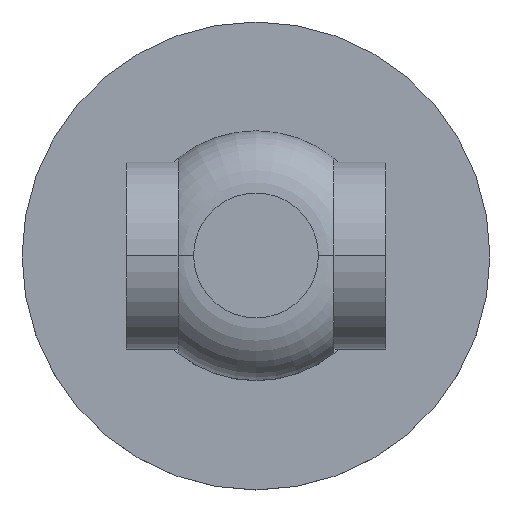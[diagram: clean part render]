
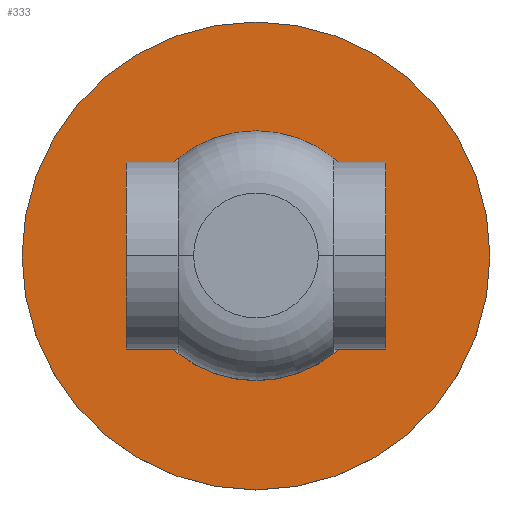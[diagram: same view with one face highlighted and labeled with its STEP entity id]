
A CAD part, top view. The second image highlights one B-rep face of the part: STEP entity #333.
In plain terms, the highlighted planar face has unit normal (0, 0, 1).
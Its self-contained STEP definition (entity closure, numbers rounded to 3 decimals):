
#16 = DIRECTION ( 'NONE',  ( 0., 0., 1. ) ) ;
#18 = VERTEX_POINT ( 'NONE', #725 ) ;
#30 = DIRECTION ( 'NONE',  ( 0., 0., 1. ) ) ;
#33 = AXIS2_PLACEMENT_3D ( 'NONE', #195, #16, #723 ) ;
#77 = VERTEX_POINT ( 'NONE', #237 ) ;
#82 = CIRCLE ( 'NONE', #591, 12. ) ;
#128 = AXIS2_PLACEMENT_3D ( 'NONE', #238, #30, #171 ) ;
#134 = DIRECTION ( 'NONE',  ( 1., 0., 0. ) ) ;
#142 = CARTESIAN_POINT ( 'NONE',  ( 0., 0., 0. ) ) ;
#143 = EDGE_LOOP ( 'NONE', ( #508, #656 ) ) ;
#155 = AXIS2_PLACEMENT_3D ( 'NONE', #787, #588, #134 ) ;
#168 = AXIS2_PLACEMENT_3D ( 'NONE', #142, #327, #214 ) ;
#171 = DIRECTION ( 'NONE',  ( 1., 0., 0. ) ) ;
#192 = PLANE ( 'NONE',  #155 ) ;
#194 = EDGE_LOOP ( 'NONE', ( #587, #462 ) ) ;
#195 = CARTESIAN_POINT ( 'NONE',  ( 0., 0., 0. ) ) ;
#214 = DIRECTION ( 'NONE',  ( 1., 0., 0. ) ) ;
#215 = DIRECTION ( 'NONE',  ( 0., 0., 1. ) ) ;
#237 = CARTESIAN_POINT ( 'NONE',  ( 12., 0., 0. ) ) ;
#238 = CARTESIAN_POINT ( 'NONE',  ( 0., 0., 0. ) ) ;
#241 = CIRCLE ( 'NONE', #168, 22.5 ) ;
#310 = CIRCLE ( 'NONE', #128, 22.5 ) ;
#322 = VERTEX_POINT ( 'NONE', #651 ) ;
#323 = CIRCLE ( 'NONE', #33, 12. ) ;
#327 = DIRECTION ( 'NONE',  ( 0., 0., 1. ) ) ;
#333 = ADVANCED_FACE ( 'NONE', ( #514, #781 ), #192, .T. ) ;
#340 = EDGE_CURVE ( 'NONE', #592, #77, #323, .T. ) ;
#451 = EDGE_CURVE ( 'NONE', #322, #18, #241, .T. ) ;
#462 = ORIENTED_EDGE ( 'NONE', *, *, #451, .T. ) ;
#508 = ORIENTED_EDGE ( 'NONE', *, *, #340, .F. ) ;
#513 = CARTESIAN_POINT ( 'NONE',  ( -12., 0., 0. ) ) ;
#514 = FACE_BOUND ( 'NONE', #143, .T. ) ;
#523 = EDGE_CURVE ( 'NONE', #18, #322, #310, .T. ) ;
#587 = ORIENTED_EDGE ( 'NONE', *, *, #523, .T. ) ;
#588 = DIRECTION ( 'NONE',  ( 0., 0., 1. ) ) ;
#591 = AXIS2_PLACEMENT_3D ( 'NONE', #677, #215, #813 ) ;
#592 = VERTEX_POINT ( 'NONE', #513 ) ;
#651 = CARTESIAN_POINT ( 'NONE',  ( -22.5, 0., 0. ) ) ;
#656 = ORIENTED_EDGE ( 'NONE', *, *, #724, .F. ) ;
#677 = CARTESIAN_POINT ( 'NONE',  ( 0., 0., 0. ) ) ;
#723 = DIRECTION ( 'NONE',  ( 1., 0., 0. ) ) ;
#724 = EDGE_CURVE ( 'NONE', #77, #592, #82, .T. ) ;
#725 = CARTESIAN_POINT ( 'NONE',  ( 22.5, 0., 0. ) ) ;
#781 = FACE_OUTER_BOUND ( 'NONE', #194, .T. ) ;
#787 = CARTESIAN_POINT ( 'NONE',  ( 0., 0., 0. ) ) ;
#813 = DIRECTION ( 'NONE',  ( 1., 0., 0. ) ) ;
